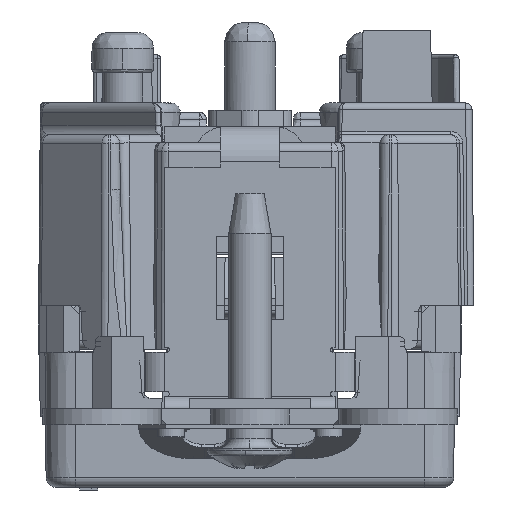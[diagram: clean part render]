
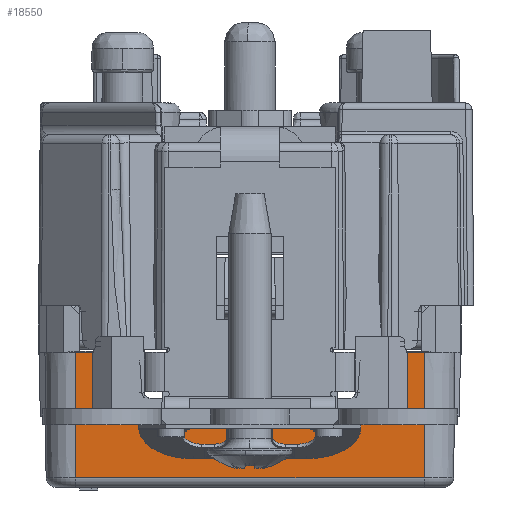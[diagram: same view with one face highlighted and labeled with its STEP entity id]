
A CAD part, front view. The second image highlights one B-rep face of the part: STEP entity #18550.
In plain terms, the highlighted planar face has unit normal (0, -1, -0.009).
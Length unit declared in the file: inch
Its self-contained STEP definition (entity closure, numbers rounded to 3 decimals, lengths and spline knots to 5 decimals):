
#1040 = DIRECTION ( 'NONE',  ( 0., 0.009, -1. ) ) ;
#3208 = EDGE_LOOP ( 'NONE', ( #94554, #46061, #27477, #57467, #41803, #31763, #9258, #60113 ) ) ;
#7229 = VERTEX_POINT ( 'NONE', #70853 ) ;
#7360 = EDGE_CURVE ( 'NONE', #7229, #27173, #14198, .T. ) ;
#8582 = CARTESIAN_POINT ( 'NONE',  ( 0.552, -1.30526, -0.70758 ) ) ;
#9258 = ORIENTED_EDGE ( 'NONE', *, *, #94615, .F. ) ;
#10420 = DIRECTION ( 'NONE',  ( 0., 0.009, -1. ) ) ;
#10973 = LINE ( 'NONE', #25323, #71472 ) ;
#13137 = PLANE ( 'NONE',  #21626 ) ;
#14198 = LINE ( 'NONE', #64038, #55434 ) ;
#18550 = ADVANCED_FACE ( 'NONE', ( #80460 ), #13137, .T. ) ;
#20288 = EDGE_CURVE ( 'NONE', #70216, #27173, #56237, .T. ) ;
#21626 = AXIS2_PLACEMENT_3D ( 'NONE', #46432, #77792, #10420 ) ;
#23150 = VERTEX_POINT ( 'NONE', #64142 ) ;
#25323 = CARTESIAN_POINT ( 'NONE',  ( -0.86957, -1.30874, -0.30828 ) ) ;
#27173 = VERTEX_POINT ( 'NONE', #67088 ) ;
#27477 = ORIENTED_EDGE ( 'NONE', *, *, #20288, .T. ) ;
#28971 = DIRECTION ( 'NONE',  ( -1., 0., 0. ) ) ;
#29091 = CARTESIAN_POINT ( 'NONE',  ( 0.82421, -1.30526, -0.70758 ) ) ;
#31763 = ORIENTED_EDGE ( 'NONE', *, *, #81333, .T. ) ;
#31798 = DIRECTION ( 'NONE',  ( 0.004, 0.009, -1. ) ) ;
#32286 = LINE ( 'NONE', #33240, #59040 ) ;
#32590 = CARTESIAN_POINT ( 'NONE',  ( -0.552, -1.30874, -0.30828 ) ) ;
#33240 = CARTESIAN_POINT ( 'NONE',  ( -0.49803, -1.30688, -0.52139 ) ) ;
#33389 = EDGE_CURVE ( 'NONE', #85003, #23150, #45387, .T. ) ;
#39785 = LINE ( 'NONE', #65259, #86172 ) ;
#41803 = ORIENTED_EDGE ( 'NONE', *, *, #87932, .F. ) ;
#43780 = LINE ( 'NONE', #29091, #59238 ) ;
#45387 = LINE ( 'NONE', #61099, #62536 ) ;
#46061 = ORIENTED_EDGE ( 'NONE', *, *, #63127, .T. ) ;
#46432 = CARTESIAN_POINT ( 'NONE',  ( 0.82421, -1.305, -0.73732 ) ) ;
#47349 = DIRECTION ( 'NONE',  ( 0., -0.009, 1. ) ) ;
#53674 = LINE ( 'NONE', #85502, #65688 ) ;
#55434 = VECTOR ( 'NONE', #65015, 39.37008 ) ;
#56237 = LINE ( 'NONE', #84622, #59761 ) ;
#57467 = ORIENTED_EDGE ( 'NONE', *, *, #7360, .F. ) ;
#59027 = DIRECTION ( 'NONE',  ( 1., 0., 0. ) ) ;
#59040 = VECTOR ( 'NONE', #31798, 39.37008 ) ;
#59220 = VERTEX_POINT ( 'NONE', #70581 ) ;
#59238 = VECTOR ( 'NONE', #59027, 39.37008 ) ;
#59761 = VECTOR ( 'NONE', #47349, 39.37008 ) ;
#60113 = ORIENTED_EDGE ( 'NONE', *, *, #69388, .T. ) ;
#61099 = CARTESIAN_POINT ( 'NONE',  ( -0.552, -1.305, -0.73732 ) ) ;
#62536 = VECTOR ( 'NONE', #1040, 39.37008 ) ;
#63127 = EDGE_CURVE ( 'NONE', #23150, #70216, #43780, .T. ) ;
#64038 = CARTESIAN_POINT ( 'NONE',  ( 0.49726, -1.30874, -0.30828 ) ) ;
#64142 = CARTESIAN_POINT ( 'NONE',  ( -0.552, -1.30526, -0.70758 ) ) ;
#65015 = DIRECTION ( 'NONE',  ( 1., 0., 0. ) ) ;
#65259 = CARTESIAN_POINT ( 'NONE',  ( 0.82421, -1.30695, -0.51432 ) ) ;
#65688 = VECTOR ( 'NONE', #72194, 39.37008 ) ;
#66827 = VERTEX_POINT ( 'NONE', #96055 ) ;
#67088 = CARTESIAN_POINT ( 'NONE',  ( 0.552, -1.30874, -0.30828 ) ) ;
#69009 = DIRECTION ( 'NONE',  ( -1., 0., 0. ) ) ;
#69388 = EDGE_CURVE ( 'NONE', #59220, #85003, #10973, .T. ) ;
#70216 = VERTEX_POINT ( 'NONE', #8582 ) ;
#70581 = CARTESIAN_POINT ( 'NONE',  ( -0.4988, -1.30874, -0.30828 ) ) ;
#70853 = CARTESIAN_POINT ( 'NONE',  ( 0.4998, -1.30874, -0.30828 ) ) ;
#71472 = VECTOR ( 'NONE', #69009, 39.37008 ) ;
#72194 = DIRECTION ( 'NONE',  ( 0.004, -0.009, 1. ) ) ;
#73696 = VERTEX_POINT ( 'NONE', #93848 ) ;
#77792 = DIRECTION ( 'NONE',  ( 0., -1., -0.009 ) ) ;
#80460 = FACE_OUTER_BOUND ( 'NONE', #3208, .T. ) ;
#81333 = EDGE_CURVE ( 'NONE', #73696, #66827, #39785, .T. ) ;
#84622 = CARTESIAN_POINT ( 'NONE',  ( 0.552, -1.305, -0.73732 ) ) ;
#85003 = VERTEX_POINT ( 'NONE', #32590 ) ;
#85502 = CARTESIAN_POINT ( 'NONE',  ( 0.49904, -1.30691, -0.51844 ) ) ;
#86172 = VECTOR ( 'NONE', #28971, 39.37008 ) ;
#87932 = EDGE_CURVE ( 'NONE', #73696, #7229, #53674, .T. ) ;
#93848 = CARTESIAN_POINT ( 'NONE',  ( 0.49905, -1.30695, -0.51432 ) ) ;
#94554 = ORIENTED_EDGE ( 'NONE', *, *, #33389, .T. ) ;
#94615 = EDGE_CURVE ( 'NONE', #59220, #66827, #32286, .T. ) ;
#96055 = CARTESIAN_POINT ( 'NONE',  ( -0.49805, -1.30695, -0.51432 ) ) ;
